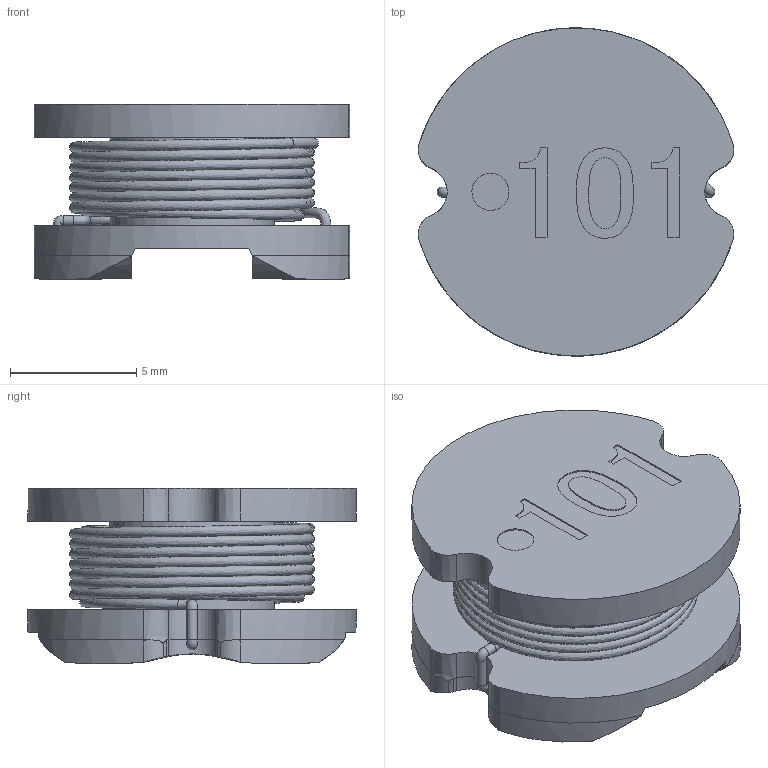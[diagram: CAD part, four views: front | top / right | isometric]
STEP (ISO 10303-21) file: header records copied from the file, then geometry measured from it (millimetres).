
FILE_DESCRIPTION( ('This file contains a STEP AP42 implementation' ,'as created by ZW3D STEP Interface translator.') ,'2;1' );
FILE_NAME( 'SR1307-L.stp' ,'16 6 1.1158 3', (''), ('ZWCAD Software Co.'), 'Version 1.0', 'ZW3D to STEP translator', '' );
FILE_SCHEMA( ('CONFIG_CONTROL_DESIGN') );
Length unit declared in the file: millimetre
Products named in the file (1): 0
Bounding box: 12.49 x 13 x 6.94 mm (x, y, z)
Volume: 552.3 mm3; surface area: 1343.9 mm2
Topology: 4 solids, 4 shells, 152 faces, 388 edges, 251 vertices
Faces by surface type: bspline 152
Entity records: 111018 total; most frequent: CARTESIAN_POINT 108745, ORIENTED_EDGE 776, EDGE_CURVE 388, B_SPLINE_CURVE_WITH_KNOTS 279, VERTEX_POINT 251, EDGE_LOOP 159, FACE_OUTER_BOUND 152, ADVANCED_FACE 152
